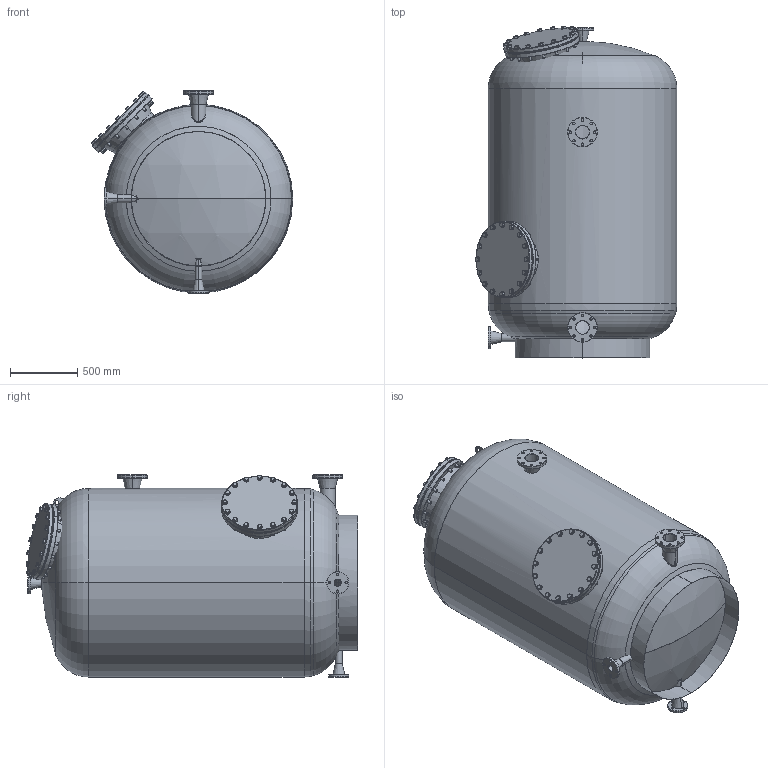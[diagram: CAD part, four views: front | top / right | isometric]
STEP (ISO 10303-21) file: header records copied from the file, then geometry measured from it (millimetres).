
FILE_DESCRIPTION (( 'STEP AP214' ), '1' );
FILE_NAME ('ind_mediterran_140_sb1200.STEP', '2020-12-03T12:11:39', ( '' ), ( '' ), 'SwSTEP 2.0', 'SolidWorks 2019', '' );
FILE_SCHEMA (( 'AUTOMOTIVE_DESIGN' ));
Length unit declared in the file: millimetre
Products named in the file (1): ind_mediterran_140_sb1200
Bounding box: 1496.69 x 2463.84 x 1500 mm (x, y, z)
Volume: 73446842.7 mm3; surface area: 29638142.3 mm2
Topology: 81 solids, 81 shells, 1239 faces, 2779 edges, 1735 vertices
Faces by surface type: cylinder 460, plane 397, cone 304, torus 51, bspline 16, sphere 11
Entity records: 54722 total; most frequent: CARTESIAN_POINT 11902, DIRECTION 6128, ORIENTED_EDGE 5558, EDGE_CURVE 2779, AXIS2_PLACEMENT_3D 2584, VERTEX_POINT 1735, EDGE_LOOP 1566, CIRCLE 1360
